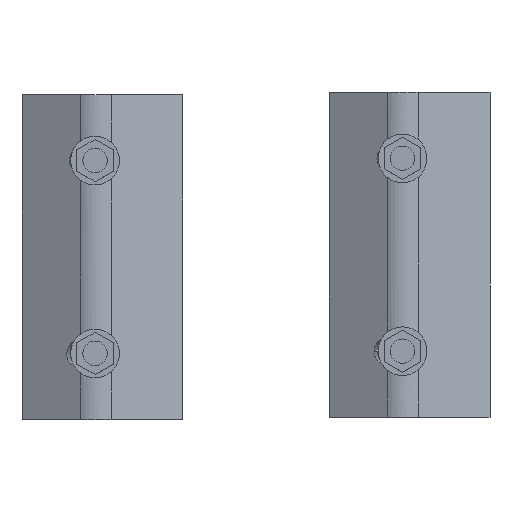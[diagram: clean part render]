
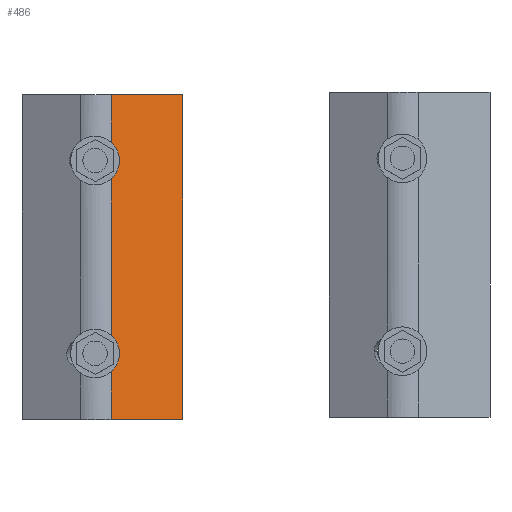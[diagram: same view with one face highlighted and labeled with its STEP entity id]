
A CAD part, top view. The second image highlights one B-rep face of the part: STEP entity #486.
In plain terms, the highlighted planar face has unit normal (0.579, 0, 0.816).
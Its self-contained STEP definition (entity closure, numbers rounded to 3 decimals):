
#3 = ORIENTED_EDGE ( 'NONE', *, *, #2600, .T. ) ;
#119 = CARTESIAN_POINT ( 'NONE',  ( -140.242, -50.633, -1.177 ) ) ;
#241 = EDGE_CURVE ( 'NONE', #6114, #568, #2083, .T. ) ;
#445 = LINE ( 'NONE', #5936, #557 ) ;
#486 = ADVANCED_FACE ( 'NONE', ( #4856 ), #6341, .T. ) ;
#557 = VECTOR ( 'NONE', #5871, 1000. ) ;
#568 = VERTEX_POINT ( 'NONE', #3552 ) ;
#703 = CARTESIAN_POINT ( 'NONE',  ( -143.564, -43.68, 1.18 ) ) ;
#1303 = EDGE_CURVE ( 'NONE', #5014, #3632, #445, .T. ) ;
#1340 = ORIENTED_EDGE ( 'NONE', *, *, #1303, .F. ) ;
#1345 = CARTESIAN_POINT ( 'NONE',  ( -143.564, -53.523, 1.18 ) ) ;
#1413 = CARTESIAN_POINT ( 'NONE',  ( -108.349, -81.101, -23.805 ) ) ;
#1440 = CARTESIAN_POINT ( 'NONE',  ( -108.349, 78.899, -23.805 ) ) ;
#1448 = ORIENTED_EDGE ( 'NONE', *, *, #4203, .F. ) ;
#1476 = DIRECTION ( 'NONE',  ( 0., -1., 0. ) ) ;
#1523 = VECTOR ( 'NONE', #4862, 1000. ) ;
#1608 = DIRECTION ( 'NONE',  ( 0., -1., 0. ) ) ;
#1616 =( BOUNDED_CURVE ( )  B_SPLINE_CURVE ( 3, ( #703, #2732, #119, #4059 ),
 .UNSPECIFIED., .F., .F. ) 
 B_SPLINE_CURVE_WITH_KNOTS ( ( 4, 4 ),
 ( 2.362, 3.921 ),
 .UNSPECIFIED. ) 
 CURVE ( )  GEOMETRIC_REPRESENTATION_ITEM ( )  RATIONAL_B_SPLINE_CURVE ( ( 1., 0.807, 0.807, 1. ) ) 
 REPRESENTATION_ITEM ( '' )  );
#2014 = ORIENTED_EDGE ( 'NONE', *, *, #2767, .T. ) ;
#2083 = LINE ( 'NONE', #4043, #6071 ) ;
#2087 = ORIENTED_EDGE ( 'NONE', *, *, #5541, .T. ) ;
#2178 = DIRECTION ( 'NONE',  ( -0.816, 0., 0.579 ) ) ;
#2378 = CARTESIAN_POINT ( 'NONE',  ( -143.564, 52.443, 1.18 ) ) ;
#2555 = ORIENTED_EDGE ( 'NONE', *, *, #2556, .T. ) ;
#2556 = EDGE_CURVE ( 'NONE', #5014, #4696, #6350, .T. ) ;
#2600 = EDGE_CURVE ( 'NONE', #4696, #2750, #5827, .T. ) ;
#2732 = CARTESIAN_POINT ( 'NONE',  ( -140.242, -46.569, -1.177 ) ) ;
#2750 = VERTEX_POINT ( 'NONE', #5468 ) ;
#2767 = EDGE_CURVE ( 'NONE', #5244, #568, #3311, .T. ) ;
#3311 = LINE ( 'NONE', #1345, #4369 ) ;
#3370 = EDGE_LOOP ( 'NONE', ( #4700, #1448, #1340, #2555, #3, #6400, #2087, #2014 ) ) ;
#3409 = CARTESIAN_POINT ( 'NONE',  ( -143.564, 40.354, 1.18 ) ) ;
#3552 = CARTESIAN_POINT ( 'NONE',  ( -143.564, -81.101, 1.18 ) ) ;
#3632 = VERTEX_POINT ( 'NONE', #5218 ) ;
#3728 = CARTESIAN_POINT ( 'NONE',  ( -143.564, 78.899, 1.18 ) ) ;
#3836 = CARTESIAN_POINT ( 'NONE',  ( -143.564, 52.443, 1.18 ) ) ;
#3891 = CARTESIAN_POINT ( 'NONE',  ( -138.219, 49.408, -2.613 ) ) ;
#3975 = DIRECTION ( 'NONE',  ( 0.579, 0., 0.816 ) ) ;
#4043 = CARTESIAN_POINT ( 'NONE',  ( -108.349, -81.101, -23.805 ) ) ;
#4059 = CARTESIAN_POINT ( 'NONE',  ( -143.564, -53.523, 1.18 ) ) ;
#4203 = EDGE_CURVE ( 'NONE', #3632, #6114, #4283, .T. ) ;
#4283 = LINE ( 'NONE', #1440, #1523 ) ;
#4304 = VECTOR ( 'NONE', #1608, 1000. ) ;
#4369 = VECTOR ( 'NONE', #4734, 1000. ) ;
#4462 = DIRECTION ( 'NONE',  ( 0., -1., 0. ) ) ;
#4562 = EDGE_CURVE ( 'NONE', #2750, #5705, #5062, .T. ) ;
#4696 = VERTEX_POINT ( 'NONE', #3836 ) ;
#4700 = ORIENTED_EDGE ( 'NONE', *, *, #241, .F. ) ;
#4734 = DIRECTION ( 'NONE',  ( 0., -1., 0. ) ) ;
#4786 = VECTOR ( 'NONE', #1476, 1000. ) ;
#4856 = FACE_OUTER_BOUND ( 'NONE', #3370, .T. ) ;
#4862 = DIRECTION ( 'NONE',  ( 0., -1., 0. ) ) ;
#5014 = VERTEX_POINT ( 'NONE', #3728 ) ;
#5062 = LINE ( 'NONE', #6035, #4304 ) ;
#5218 = CARTESIAN_POINT ( 'NONE',  ( -108.349, 78.899, -23.805 ) ) ;
#5244 = VERTEX_POINT ( 'NONE', #6109 ) ;
#5468 = CARTESIAN_POINT ( 'NONE',  ( -143.564, 40.354, 1.18 ) ) ;
#5541 = EDGE_CURVE ( 'NONE', #5705, #5244, #1616, .T. ) ;
#5705 = VERTEX_POINT ( 'NONE', #5806 ) ;
#5758 = AXIS2_PLACEMENT_3D ( 'NONE', #5948, #3975, #4462 ) ;
#5802 = CARTESIAN_POINT ( 'NONE',  ( -143.564, 78.899, 1.18 ) ) ;
#5806 = CARTESIAN_POINT ( 'NONE',  ( -143.564, -43.68, 1.18 ) ) ;
#5827 =( BOUNDED_CURVE ( )  B_SPLINE_CURVE ( 3, ( #2378, #3891, #5864, #3409 ),
 .UNSPECIFIED., .F., .F. ) 
 B_SPLINE_CURVE_WITH_KNOTS ( ( 4, 4 ),
 ( 2.099, 4.184 ),
 .UNSPECIFIED. ) 
 CURVE ( )  GEOMETRIC_REPRESENTATION_ITEM ( )  RATIONAL_B_SPLINE_CURVE ( ( 1., 0.67, 0.67, 1. ) ) 
 REPRESENTATION_ITEM ( '' )  );
#5864 = CARTESIAN_POINT ( 'NONE',  ( -138.219, 43.39, -2.613 ) ) ;
#5871 = DIRECTION ( 'NONE',  ( 0.816, 0., -0.579 ) ) ;
#5936 = CARTESIAN_POINT ( 'NONE',  ( -143.564, 78.899, 1.18 ) ) ;
#5948 = CARTESIAN_POINT ( 'NONE',  ( -108.349, -81.101, -23.805 ) ) ;
#6035 = CARTESIAN_POINT ( 'NONE',  ( -143.564, 40.354, 1.18 ) ) ;
#6071 = VECTOR ( 'NONE', #2178, 1000. ) ;
#6109 = CARTESIAN_POINT ( 'NONE',  ( -143.564, -53.523, 1.18 ) ) ;
#6114 = VERTEX_POINT ( 'NONE', #1413 ) ;
#6341 = PLANE ( 'NONE',  #5758 ) ;
#6350 = LINE ( 'NONE', #5802, #4786 ) ;
#6400 = ORIENTED_EDGE ( 'NONE', *, *, #4562, .T. ) ;
